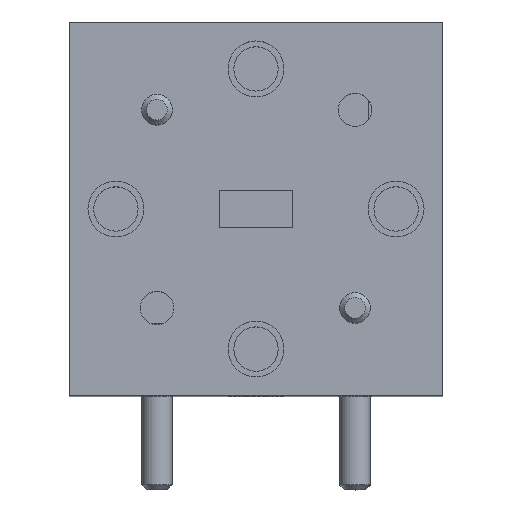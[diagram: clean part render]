
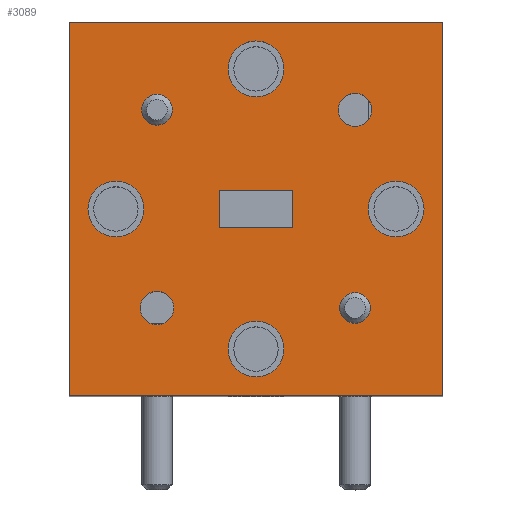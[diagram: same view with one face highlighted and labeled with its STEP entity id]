
A CAD part, top view. The second image highlights one B-rep face of the part: STEP entity #3089.
In plain terms, the highlighted planar face has unit normal (0, 0, 1).
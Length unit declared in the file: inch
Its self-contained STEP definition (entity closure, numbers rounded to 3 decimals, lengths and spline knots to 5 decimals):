
#75 = CARTESIAN_POINT ( 'NONE',  ( 0.1987, 0.1987, 0. ) ) ;
#133 = AXIS2_PLACEMENT_3D ( 'NONE', #5003, #1870, #347 ) ;
#151 = VERTEX_POINT ( 'NONE', #1527 ) ;
#160 = VERTEX_POINT ( 'NONE', #4000 ) ;
#191 = DIRECTION ( 'NONE',  ( 1., 0., 0. ) ) ;
#218 = CIRCLE ( 'NONE', #5212, 0.056 ) ;
#308 = EDGE_CURVE ( 'NONE', #4691, #4691, #5354, .T. ) ;
#316 = FACE_BOUND ( 'NONE', #1184, .T. ) ;
#347 = DIRECTION ( 'NONE',  ( 1., 0., 0. ) ) ;
#464 = LINE ( 'NONE', #3629, #2298 ) ;
#491 = VECTOR ( 'NONE', #4436, 39.37008 ) ;
#560 = EDGE_CURVE ( 'NONE', #771, #771, #218, .T. ) ;
#581 = VECTOR ( 'NONE', #191, 39.37008 ) ;
#654 = DIRECTION ( 'NONE',  ( 1., 0., 0. ) ) ;
#732 = VERTEX_POINT ( 'NONE', #5144 ) ;
#753 = VERTEX_POINT ( 'NONE', #4777 ) ;
#771 = VERTEX_POINT ( 'NONE', #4294 ) ;
#847 = FACE_BOUND ( 'NONE', #5939, .T. ) ;
#866 = ORIENTED_EDGE ( 'NONE', *, *, #2356, .F. ) ;
#874 = DIRECTION ( 'NONE',  ( 0., -1., 0. ) ) ;
#942 = DIRECTION ( 'NONE',  ( 0., 0., -1. ) ) ;
#1024 = VERTEX_POINT ( 'NONE', #2487 ) ;
#1113 = ORIENTED_EDGE ( 'NONE', *, *, #4685, .F. ) ;
#1116 = CIRCLE ( 'NONE', #6008, 0.056 ) ;
#1184 = EDGE_LOOP ( 'NONE', ( #4664 ) ) ;
#1196 = CARTESIAN_POINT ( 'NONE',  ( 0.2322, 0.1987, 0. ) ) ;
#1234 = EDGE_CURVE ( 'NONE', #5600, #753, #3141, .T. ) ;
#1266 = EDGE_LOOP ( 'NONE', ( #5023 ) ) ;
#1270 = ORIENTED_EDGE ( 'NONE', *, *, #1234, .T. ) ;
#1305 = AXIS2_PLACEMENT_3D ( 'NONE', #75, #6397, #2814 ) ;
#1339 = FACE_BOUND ( 'NONE', #1266, .T. ) ;
#1362 = ORIENTED_EDGE ( 'NONE', *, *, #1663, .F. ) ;
#1384 = DIRECTION ( 'NONE',  ( 0., 0., 1. ) ) ;
#1390 = VERTEX_POINT ( 'NONE', #3855 ) ;
#1419 = CARTESIAN_POINT ( 'NONE',  ( -0.225, 0., 0. ) ) ;
#1420 = CARTESIAN_POINT ( 'NONE',  ( 0.074, 0.037, 0. ) ) ;
#1427 = ORIENTED_EDGE ( 'NONE', *, *, #5732, .T. ) ;
#1527 = CARTESIAN_POINT ( 'NONE',  ( -0.375, 0.375, 0. ) ) ;
#1602 = EDGE_CURVE ( 'NONE', #160, #5600, #4246, .T. ) ;
#1609 = EDGE_LOOP ( 'NONE', ( #866 ) ) ;
#1631 = DIRECTION ( 'NONE',  ( 0., 0., 1. ) ) ;
#1663 = EDGE_CURVE ( 'NONE', #4951, #4951, #1116, .T. ) ;
#1665 = CIRCLE ( 'NONE', #3689, 0.056 ) ;
#1764 = CARTESIAN_POINT ( 'NONE',  ( 0., 0.281, 0. ) ) ;
#1777 = DIRECTION ( 'NONE',  ( 0., -1., 0. ) ) ;
#1782 = CARTESIAN_POINT ( 'NONE',  ( 0.375, -0.375, 0. ) ) ;
#1807 = LINE ( 'NONE', #3836, #3622 ) ;
#1870 = DIRECTION ( 'NONE',  ( 0., 0., 1. ) ) ;
#1903 = DIRECTION ( 'NONE',  ( 0., 0., 1. ) ) ;
#1990 = DIRECTION ( 'NONE',  ( 0., 1., 0. ) ) ;
#2025 = CARTESIAN_POINT ( 'NONE',  ( -0.074, -0.037, 0. ) ) ;
#2060 = VERTEX_POINT ( 'NONE', #2025 ) ;
#2115 = LINE ( 'NONE', #3261, #4837 ) ;
#2128 = CIRCLE ( 'NONE', #133, 0.03075 ) ;
#2185 = DIRECTION ( 'NONE',  ( -1., 0., 0. ) ) ;
#2196 = AXIS2_PLACEMENT_3D ( 'NONE', #2855, #2923, #3889 ) ;
#2209 = CARTESIAN_POINT ( 'NONE',  ( -0.074, -0.037, 0. ) ) ;
#2266 = EDGE_LOOP ( 'NONE', ( #1270, #1427, #5945, #5773 ) ) ;
#2298 = VECTOR ( 'NONE', #1990, 39.37008 ) ;
#2356 = EDGE_CURVE ( 'NONE', #1390, #1390, #3366, .T. ) ;
#2366 = ORIENTED_EDGE ( 'NONE', *, *, #3447, .F. ) ;
#2439 = FACE_BOUND ( 'NONE', #2680, .T. ) ;
#2487 = CARTESIAN_POINT ( 'NONE',  ( 0.22945, -0.1987, 0. ) ) ;
#2535 = EDGE_CURVE ( 'NONE', #5958, #5958, #5066, .T. ) ;
#2571 = DIRECTION ( 'NONE',  ( 0., 0., 1. ) ) ;
#2638 = EDGE_LOOP ( 'NONE', ( #6200, #2366, #4741, #1113 ) ) ;
#2668 = VECTOR ( 'NONE', #1777, 39.37008 ) ;
#2679 = CARTESIAN_POINT ( 'NONE',  ( -0.375, -0.375, 0. ) ) ;
#2680 = EDGE_LOOP ( 'NONE', ( #3683 ) ) ;
#2698 = VERTEX_POINT ( 'NONE', #1420 ) ;
#2728 = DIRECTION ( 'NONE',  ( 1., 0., 0. ) ) ;
#2774 = CARTESIAN_POINT ( 'NONE',  ( -0.281, 0., 0. ) ) ;
#2814 = DIRECTION ( 'NONE',  ( 1., 0., 0. ) ) ;
#2854 = CARTESIAN_POINT ( 'NONE',  ( -0.16795, 0.1987, 0. ) ) ;
#2855 = CARTESIAN_POINT ( 'NONE',  ( -0.1987, 0.1987, 0. ) ) ;
#2870 = FACE_BOUND ( 'NONE', #4123, .T. ) ;
#2923 = DIRECTION ( 'NONE',  ( 0., 0., 1. ) ) ;
#2952 = EDGE_CURVE ( 'NONE', #3579, #2060, #5871, .T. ) ;
#2995 = CIRCLE ( 'NONE', #4895, 0.056 ) ;
#3089 = ADVANCED_FACE ( 'NONE', ( #4899, #2439, #316, #847, #1339, #3370, #2870, #4867, #6493, #6042 ), #6420, .F. ) ;
#3092 = EDGE_CURVE ( 'NONE', #1024, #1024, #2128, .T. ) ;
#3117 = EDGE_CURVE ( 'NONE', #6542, #6542, #2995, .T. ) ;
#3141 = LINE ( 'NONE', #5167, #5696 ) ;
#3261 = CARTESIAN_POINT ( 'NONE',  ( -0.375, -0.375, 0. ) ) ;
#3312 = CARTESIAN_POINT ( 'NONE',  ( 0.074, -0.037, 0. ) ) ;
#3366 = CIRCLE ( 'NONE', #5924, 0.0335 ) ;
#3370 = FACE_BOUND ( 'NONE', #3671, .T. ) ;
#3400 = CARTESIAN_POINT ( 'NONE',  ( 0.281, 0., 0. ) ) ;
#3447 = EDGE_CURVE ( 'NONE', #2060, #5615, #1807, .T. ) ;
#3457 = CARTESIAN_POINT ( 'NONE',  ( -0.375, 0.375, 0. ) ) ;
#3579 = VERTEX_POINT ( 'NONE', #6417 ) ;
#3622 = VECTOR ( 'NONE', #6248, 39.37008 ) ;
#3629 = CARTESIAN_POINT ( 'NONE',  ( 0.074, -0.037, 0. ) ) ;
#3662 = ORIENTED_EDGE ( 'NONE', *, *, #308, .F. ) ;
#3671 = EDGE_LOOP ( 'NONE', ( #1362 ) ) ;
#3681 = DIRECTION ( 'NONE',  ( 0., 0., 1. ) ) ;
#3683 = ORIENTED_EDGE ( 'NONE', *, *, #3092, .F. ) ;
#3689 = AXIS2_PLACEMENT_3D ( 'NONE', #1764, #2571, #5642 ) ;
#3695 = DIRECTION ( 'NONE',  ( 0., -1., 0. ) ) ;
#3836 = CARTESIAN_POINT ( 'NONE',  ( -0.074, -0.037, 0. ) ) ;
#3855 = CARTESIAN_POINT ( 'NONE',  ( -0.1652, -0.1987, 0. ) ) ;
#3889 = DIRECTION ( 'NONE',  ( 1., 0., 0. ) ) ;
#4000 = CARTESIAN_POINT ( 'NONE',  ( -0.375, -0.375, 0. ) ) ;
#4022 = CARTESIAN_POINT ( 'NONE',  ( 0.337, 0., 0. ) ) ;
#4123 = EDGE_LOOP ( 'NONE', ( #4235 ) ) ;
#4162 = CARTESIAN_POINT ( 'NONE',  ( -0.1987, -0.1987, 0. ) ) ;
#4235 = ORIENTED_EDGE ( 'NONE', *, *, #3117, .F. ) ;
#4246 = LINE ( 'NONE', #2679, #581 ) ;
#4294 = CARTESIAN_POINT ( 'NONE',  ( 0.056, -0.281, 0. ) ) ;
#4436 = DIRECTION ( 'NONE',  ( -1., 0., 0. ) ) ;
#4468 = LINE ( 'NONE', #3457, #491 ) ;
#4511 = DIRECTION ( 'NONE',  ( 0., 1., 0. ) ) ;
#4560 = EDGE_CURVE ( 'NONE', #151, #160, #2115, .T. ) ;
#4664 = ORIENTED_EDGE ( 'NONE', *, *, #2535, .F. ) ;
#4685 = EDGE_CURVE ( 'NONE', #2698, #3579, #5788, .T. ) ;
#4691 = VERTEX_POINT ( 'NONE', #1196 ) ;
#4741 = ORIENTED_EDGE ( 'NONE', *, *, #2952, .F. ) ;
#4777 = CARTESIAN_POINT ( 'NONE',  ( 0.375, 0.375, 0. ) ) ;
#4801 = EDGE_LOOP ( 'NONE', ( #3662 ) ) ;
#4837 = VECTOR ( 'NONE', #3695, 39.37008 ) ;
#4867 = FACE_BOUND ( 'NONE', #4801, .T. ) ;
#4895 = AXIS2_PLACEMENT_3D ( 'NONE', #3400, #1903, #6525 ) ;
#4899 = FACE_BOUND ( 'NONE', #2638, .T. ) ;
#4951 = VERTEX_POINT ( 'NONE', #1419 ) ;
#5003 = CARTESIAN_POINT ( 'NONE',  ( 0.1987, -0.1987, 0. ) ) ;
#5009 = AXIS2_PLACEMENT_3D ( 'NONE', #5408, #942, #874 ) ;
#5023 = ORIENTED_EDGE ( 'NONE', *, *, #560, .F. ) ;
#5056 = VECTOR ( 'NONE', #2185, 39.37008 ) ;
#5066 = CIRCLE ( 'NONE', #2196, 0.03075 ) ;
#5144 = CARTESIAN_POINT ( 'NONE',  ( 0.056, 0.281, 0. ) ) ;
#5167 = CARTESIAN_POINT ( 'NONE',  ( 0.375, -0.375, 0. ) ) ;
#5212 = AXIS2_PLACEMENT_3D ( 'NONE', #6469, #1384, #5448 ) ;
#5354 = CIRCLE ( 'NONE', #1305, 0.0335 ) ;
#5408 = CARTESIAN_POINT ( 'NONE',  ( 0., 0., 0. ) ) ;
#5448 = DIRECTION ( 'NONE',  ( 1., 0., 0. ) ) ;
#5600 = VERTEX_POINT ( 'NONE', #1782 ) ;
#5615 = VERTEX_POINT ( 'NONE', #3312 ) ;
#5642 = DIRECTION ( 'NONE',  ( 1., 0., 0. ) ) ;
#5686 = CARTESIAN_POINT ( 'NONE',  ( -0.074, 0.037, 0. ) ) ;
#5696 = VECTOR ( 'NONE', #4511, 39.37008 ) ;
#5732 = EDGE_CURVE ( 'NONE', #753, #151, #4468, .T. ) ;
#5773 = ORIENTED_EDGE ( 'NONE', *, *, #1602, .T. ) ;
#5788 = LINE ( 'NONE', #5686, #5056 ) ;
#5871 = LINE ( 'NONE', #2209, #2668 ) ;
#5876 = ORIENTED_EDGE ( 'NONE', *, *, #6021, .F. ) ;
#5886 = EDGE_CURVE ( 'NONE', #5615, #2698, #464, .T. ) ;
#5924 = AXIS2_PLACEMENT_3D ( 'NONE', #4162, #1631, #2728 ) ;
#5939 = EDGE_LOOP ( 'NONE', ( #5876 ) ) ;
#5945 = ORIENTED_EDGE ( 'NONE', *, *, #4560, .T. ) ;
#5958 = VERTEX_POINT ( 'NONE', #2854 ) ;
#6008 = AXIS2_PLACEMENT_3D ( 'NONE', #2774, #3681, #654 ) ;
#6021 = EDGE_CURVE ( 'NONE', #732, #732, #1665, .T. ) ;
#6042 = FACE_OUTER_BOUND ( 'NONE', #2266, .T. ) ;
#6200 = ORIENTED_EDGE ( 'NONE', *, *, #5886, .F. ) ;
#6248 = DIRECTION ( 'NONE',  ( 1., 0., 0. ) ) ;
#6397 = DIRECTION ( 'NONE',  ( 0., 0., 1. ) ) ;
#6417 = CARTESIAN_POINT ( 'NONE',  ( -0.074, 0.037, 0. ) ) ;
#6420 = PLANE ( 'NONE',  #5009 ) ;
#6469 = CARTESIAN_POINT ( 'NONE',  ( 0., -0.281, 0. ) ) ;
#6493 = FACE_BOUND ( 'NONE', #1609, .T. ) ;
#6525 = DIRECTION ( 'NONE',  ( 1., 0., 0. ) ) ;
#6542 = VERTEX_POINT ( 'NONE', #4022 ) ;
